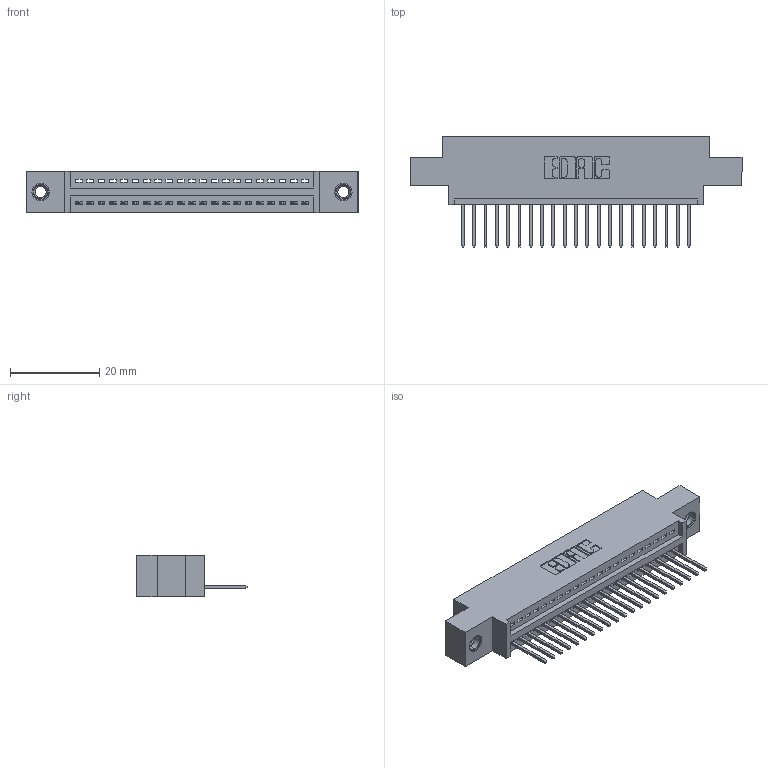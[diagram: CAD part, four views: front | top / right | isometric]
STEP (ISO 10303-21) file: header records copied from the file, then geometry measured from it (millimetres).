
FILE_DESCRIPTION (( 'STEP AP203' ), '1' );
FILE_NAME ('345-021-523-607.STEP', '2018-08-20T08:43:01', ( '' ), ( '' ), 'SwSTEP 2.0', 'SolidWorks 2016', '' );
FILE_SCHEMA (( 'CONFIG_CONTROL_DESIGN' ));
Length unit declared in the file: inch
Products named in the file (4): 345 Part_0.170 Offset - 0.156 Dia-TI; 345-292-001_345-293-123; 345-250-001_345-250-005-103; 345-021-523-607
Assembly tree (24 placements, depth 2):
  345-021-523-607
    345 Part_0.170 Offset - 0.156 Dia-TI
    345-292-001_345-293-123  x21
    345-250-001_345-250-005-103  x2
Bounding box: 74.55 x 24.82 x 9.4 mm (x, y, z)
Volume: 6773.7 mm3; surface area: 8898.2 mm2
Topology: 24 solids, 24 shells, 1408 faces, 4185 edges, 2754 vertices
Faces by surface type: plane 956, cylinder 436, cone 12, torus 4
Entity records: 19968 total; most frequent: CARTESIAN_POINT 3442, ORIENTED_EDGE 3390, DIRECTION 3063, EDGE_CURVE 1695, VECTOR 1459, LINE 1459, VERTEX_POINT 1124, AXIS2_PLACEMENT_3D 802
